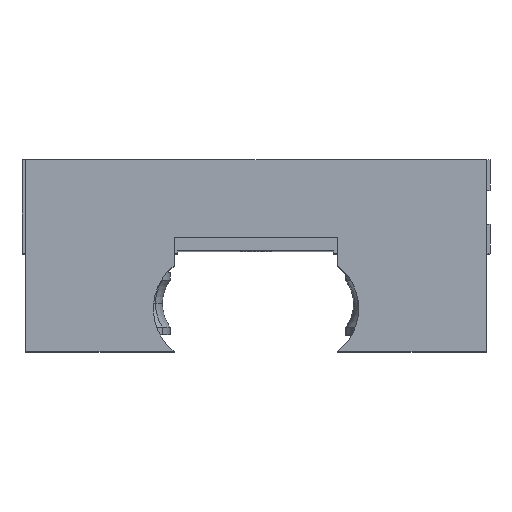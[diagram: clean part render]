
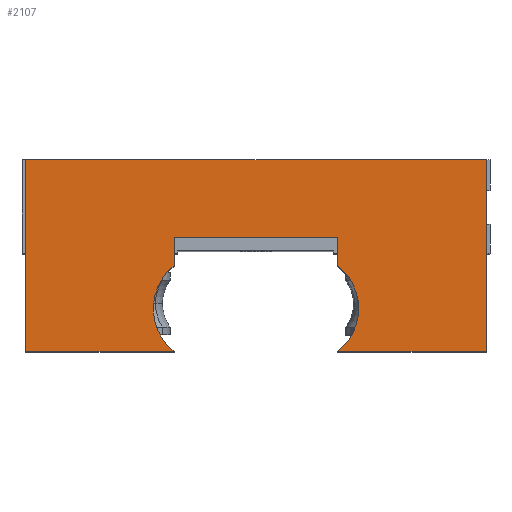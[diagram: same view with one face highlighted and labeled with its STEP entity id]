
A CAD part, top view. The second image highlights one B-rep face of the part: STEP entity #2107.
In plain terms, the highlighted planar face has unit normal (0, 0, 1).
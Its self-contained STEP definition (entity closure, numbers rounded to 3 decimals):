
#38 = LINE ( 'NONE', #1058, #256 ) ;
#72 = VERTEX_POINT ( 'NONE', #1497 ) ;
#98 = DIRECTION ( 'NONE',  ( 0., 0., -1. ) ) ;
#101 = EDGE_CURVE ( 'NONE', #830, #906, #1709, .T. ) ;
#110 = DIRECTION ( 'NONE',  ( -1., 0., 0. ) ) ;
#141 = EDGE_LOOP ( 'NONE', ( #185, #1628, #2871, #2003, #651, #3022, #842, #452, #1041, #857, #2218 ) ) ;
#146 = EDGE_CURVE ( 'NONE', #72, #830, #2722, .T. ) ;
#167 = CIRCLE ( 'NONE', #794, 7. ) ;
#185 = ORIENTED_EDGE ( 'NONE', *, *, #1687, .T. ) ;
#188 = DIRECTION ( 'NONE',  ( 1., 0., 0. ) ) ;
#227 = CARTESIAN_POINT ( 'NONE',  ( 10.5, 10., 3. ) ) ;
#256 = VECTOR ( 'NONE', #817, 1000. ) ;
#338 = LINE ( 'NONE', #416, #767 ) ;
#361 = DIRECTION ( 'NONE',  ( 1., 0., 0. ) ) ;
#364 = EDGE_CURVE ( 'NONE', #906, #2833, #167, .T. ) ;
#416 = CARTESIAN_POINT ( 'NONE',  ( 29.5, 0., 3. ) ) ;
#441 = DIRECTION ( 'NONE',  ( 0., 1., 0. ) ) ;
#452 = ORIENTED_EDGE ( 'NONE', *, *, #1705, .T. ) ;
#454 = EDGE_CURVE ( 'NONE', #950, #823, #2883, .T. ) ;
#462 = VECTOR ( 'NONE', #2827, 1000. ) ;
#605 = PLANE ( 'NONE',  #1948 ) ;
#627 = DIRECTION ( 'NONE',  ( -1., 0., 0. ) ) ;
#651 = ORIENTED_EDGE ( 'NONE', *, *, #963, .T. ) ;
#671 = VECTOR ( 'NONE', #2290, 1000. ) ;
#767 = VECTOR ( 'NONE', #1431, 1000. ) ;
#794 = AXIS2_PLACEMENT_3D ( 'NONE', #3181, #1395, #627 ) ;
#817 = DIRECTION ( 'NONE',  ( -1., 0., 0. ) ) ;
#823 = VERTEX_POINT ( 'NONE', #2847 ) ;
#830 = VERTEX_POINT ( 'NONE', #1795 ) ;
#842 = ORIENTED_EDGE ( 'NONE', *, *, #454, .T. ) ;
#857 = ORIENTED_EDGE ( 'NONE', *, *, #101, .T. ) ;
#874 = EDGE_CURVE ( 'NONE', #2753, #1492, #2890, .T. ) ;
#906 = VERTEX_POINT ( 'NONE', #1083 ) ;
#945 = VERTEX_POINT ( 'NONE', #1223 ) ;
#950 = VERTEX_POINT ( 'NONE', #1463 ) ;
#963 = EDGE_CURVE ( 'NONE', #1492, #1623, #1700, .T. ) ;
#967 = VECTOR ( 'NONE', #441, 1000. ) ;
#968 = CARTESIAN_POINT ( 'NONE',  ( -6.17, 19.1, 3. ) ) ;
#1041 = ORIENTED_EDGE ( 'NONE', *, *, #146, .T. ) ;
#1058 = CARTESIAN_POINT ( 'NONE',  ( -29.5, 24.6, 3. ) ) ;
#1079 = CARTESIAN_POINT ( 'NONE',  ( -10.5, 24.6, 3. ) ) ;
#1083 = CARTESIAN_POINT ( 'NONE',  ( 10.5, 24.6, 3. ) ) ;
#1100 = LINE ( 'NONE', #2117, #2263 ) ;
#1108 = VECTOR ( 'NONE', #2623, 1000. ) ;
#1127 = CARTESIAN_POINT ( 'NONE',  ( -6.17, 19.1, 3. ) ) ;
#1135 = DIRECTION ( 'NONE',  ( 1., 0., 0. ) ) ;
#1223 = CARTESIAN_POINT ( 'NONE',  ( -10.5, 10., 3. ) ) ;
#1265 = EDGE_CURVE ( 'NONE', #2791, #945, #1100, .T. ) ;
#1334 = AXIS2_PLACEMENT_3D ( 'NONE', #1127, #98, #361 ) ;
#1395 = DIRECTION ( 'NONE',  ( 0., 0., -1. ) ) ;
#1431 = DIRECTION ( 'NONE',  ( 1., 0., 0. ) ) ;
#1463 = CARTESIAN_POINT ( 'NONE',  ( -29.5, 24.6, 3. ) ) ;
#1492 = VERTEX_POINT ( 'NONE', #1925 ) ;
#1497 = CARTESIAN_POINT ( 'NONE',  ( 29.5, 0., 3. ) ) ;
#1601 = CARTESIAN_POINT ( 'NONE',  ( -6.17, 19.1, 3. ) ) ;
#1623 = VERTEX_POINT ( 'NONE', #1079 ) ;
#1628 = ORIENTED_EDGE ( 'NONE', *, *, #1265, .T. ) ;
#1642 = CARTESIAN_POINT ( 'NONE',  ( -10.5, 13.6, 3. ) ) ;
#1687 = EDGE_CURVE ( 'NONE', #2833, #2791, #2049, .T. ) ;
#1700 = CIRCLE ( 'NONE', #1912, 7. ) ;
#1705 = EDGE_CURVE ( 'NONE', #823, #72, #338, .T. ) ;
#1709 = LINE ( 'NONE', #2738, #2125 ) ;
#1774 = CARTESIAN_POINT ( 'NONE',  ( 10.5, 13.6, 3. ) ) ;
#1795 = CARTESIAN_POINT ( 'NONE',  ( 29.5, 24.6, 3. ) ) ;
#1860 = FACE_OUTER_BOUND ( 'NONE', #141, .T. ) ;
#1912 = AXIS2_PLACEMENT_3D ( 'NONE', #968, #3241, #188 ) ;
#1925 = CARTESIAN_POINT ( 'NONE',  ( -13.17, 19.1, 3. ) ) ;
#1948 = AXIS2_PLACEMENT_3D ( 'NONE', #1601, #2634, #1135 ) ;
#1949 = CARTESIAN_POINT ( 'NONE',  ( 29.5, 0., 3. ) ) ;
#1981 = EDGE_CURVE ( 'NONE', #945, #2753, #2792, .T. ) ;
#2003 = ORIENTED_EDGE ( 'NONE', *, *, #874, .T. ) ;
#2049 = LINE ( 'NONE', #1774, #462 ) ;
#2107 = ADVANCED_FACE ( 'NONE', ( #1860 ), #605, .T. ) ;
#2117 = CARTESIAN_POINT ( 'NONE',  ( -10.5, 10., 3. ) ) ;
#2125 = VECTOR ( 'NONE', #3028, 1000. ) ;
#2138 = CARTESIAN_POINT ( 'NONE',  ( -29.5, 0., 3. ) ) ;
#2218 = ORIENTED_EDGE ( 'NONE', *, *, #364, .T. ) ;
#2263 = VECTOR ( 'NONE', #110, 1000. ) ;
#2290 = DIRECTION ( 'NONE',  ( 0., 1., 0. ) ) ;
#2471 = EDGE_CURVE ( 'NONE', #1623, #950, #38, .T. ) ;
#2623 = DIRECTION ( 'NONE',  ( 0., -1., 0. ) ) ;
#2634 = DIRECTION ( 'NONE',  ( 0., 0., 1. ) ) ;
#2722 = LINE ( 'NONE', #1949, #967 ) ;
#2738 = CARTESIAN_POINT ( 'NONE',  ( 29.5, 24.6, 3. ) ) ;
#2753 = VERTEX_POINT ( 'NONE', #1642 ) ;
#2774 = CARTESIAN_POINT ( 'NONE',  ( 10.5, 13.6, 3. ) ) ;
#2791 = VERTEX_POINT ( 'NONE', #227 ) ;
#2792 = LINE ( 'NONE', #3109, #671 ) ;
#2827 = DIRECTION ( 'NONE',  ( 0., -1., 0. ) ) ;
#2833 = VERTEX_POINT ( 'NONE', #2774 ) ;
#2847 = CARTESIAN_POINT ( 'NONE',  ( -29.5, 0., 3. ) ) ;
#2871 = ORIENTED_EDGE ( 'NONE', *, *, #1981, .T. ) ;
#2883 = LINE ( 'NONE', #2138, #1108 ) ;
#2890 = CIRCLE ( 'NONE', #1334, 7. ) ;
#3022 = ORIENTED_EDGE ( 'NONE', *, *, #2471, .T. ) ;
#3028 = DIRECTION ( 'NONE',  ( -1., 0., 0. ) ) ;
#3109 = CARTESIAN_POINT ( 'NONE',  ( -10.5, 13.6, 3. ) ) ;
#3181 = CARTESIAN_POINT ( 'NONE',  ( 6.17, 19.1, 3. ) ) ;
#3241 = DIRECTION ( 'NONE',  ( 0., 0., -1. ) ) ;
